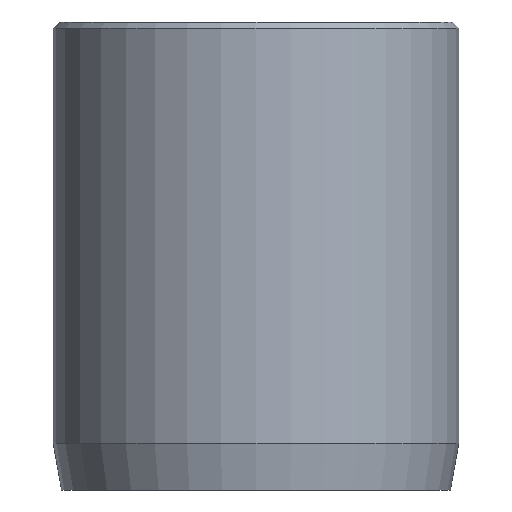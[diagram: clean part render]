
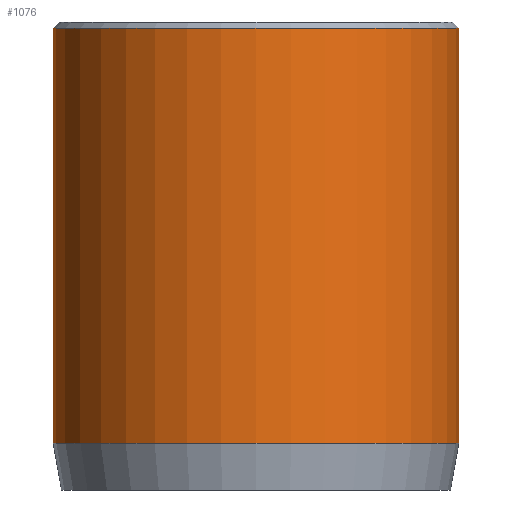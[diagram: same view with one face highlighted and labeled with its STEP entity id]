
A CAD part, front view. The second image highlights one B-rep face of the part: STEP entity #1076.
In plain terms, the highlighted cylindrical face has radius 6.5 mm (diameter 13 mm), a partial arc.
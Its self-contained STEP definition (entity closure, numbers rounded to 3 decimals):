
#9 = EDGE_CURVE ( 'NONE', #1217, #113, #1091, .T. ) ;
#47 = AXIS2_PLACEMENT_3D ( 'NONE', #1099, #593, #1183 ) ;
#64 = DIRECTION ( 'NONE',  ( 0., 0., 1. ) ) ;
#113 = VERTEX_POINT ( 'NONE', #1101 ) ;
#122 = ORIENTED_EDGE ( 'NONE', *, *, #1024, .T. ) ;
#147 = CARTESIAN_POINT ( 'NONE',  ( 0., 0., 15. ) ) ;
#218 = FACE_OUTER_BOUND ( 'NONE', #356, .T. ) ;
#264 = DIRECTION ( 'NONE',  ( 0., 0., -1. ) ) ;
#356 = EDGE_LOOP ( 'NONE', ( #448, #122, #1098, #1197 ) ) ;
#384 = LINE ( 'NONE', #865, #633 ) ;
#448 = ORIENTED_EDGE ( 'NONE', *, *, #759, .F. ) ;
#574 = AXIS2_PLACEMENT_3D ( 'NONE', #147, #264, #771 ) ;
#586 = CIRCLE ( 'NONE', #47, 6.5 ) ;
#593 = DIRECTION ( 'NONE',  ( 0., 0., -1. ) ) ;
#633 = VECTOR ( 'NONE', #796, 1000. ) ;
#638 = AXIS2_PLACEMENT_3D ( 'NONE', #1205, #64, #1154 ) ;
#647 = VECTOR ( 'NONE', #668, 1000. ) ;
#668 = DIRECTION ( 'NONE',  ( 0., 0., -1. ) ) ;
#759 = EDGE_CURVE ( 'NONE', #923, #113, #384, .T. ) ;
#762 = CYLINDRICAL_SURFACE ( 'NONE', #574, 6.5 ) ;
#771 = DIRECTION ( 'NONE',  ( -1., 0., 0. ) ) ;
#784 = CARTESIAN_POINT ( 'NONE',  ( -6.5, 0., 1.5 ) ) ;
#790 = VERTEX_POINT ( 'NONE', #873 ) ;
#796 = DIRECTION ( 'NONE',  ( 0., 0., -1. ) ) ;
#858 = LINE ( 'NONE', #906, #647 ) ;
#865 = CARTESIAN_POINT ( 'NONE',  ( 6.5, 0., 15. ) ) ;
#873 = CARTESIAN_POINT ( 'NONE',  ( -6.5, 0., 14.8 ) ) ;
#906 = CARTESIAN_POINT ( 'NONE',  ( -6.5, 0., 15. ) ) ;
#920 = EDGE_CURVE ( 'NONE', #790, #1217, #858, .T. ) ;
#923 = VERTEX_POINT ( 'NONE', #1168 ) ;
#1024 = EDGE_CURVE ( 'NONE', #923, #790, #586, .T. ) ;
#1076 = ADVANCED_FACE ( 'NONE', ( #218 ), #762, .T. ) ;
#1091 = CIRCLE ( 'NONE', #638, 6.5 ) ;
#1098 = ORIENTED_EDGE ( 'NONE', *, *, #920, .T. ) ;
#1099 = CARTESIAN_POINT ( 'NONE',  ( 0., 0., 14.8 ) ) ;
#1101 = CARTESIAN_POINT ( 'NONE',  ( 6.5, 0., 1.5 ) ) ;
#1154 = DIRECTION ( 'NONE',  ( 1., 0., 0. ) ) ;
#1168 = CARTESIAN_POINT ( 'NONE',  ( 6.5, 0., 14.8 ) ) ;
#1183 = DIRECTION ( 'NONE',  ( 1., 0., 0. ) ) ;
#1197 = ORIENTED_EDGE ( 'NONE', *, *, #9, .T. ) ;
#1205 = CARTESIAN_POINT ( 'NONE',  ( 0., 0., 1.5 ) ) ;
#1217 = VERTEX_POINT ( 'NONE', #784 ) ;
